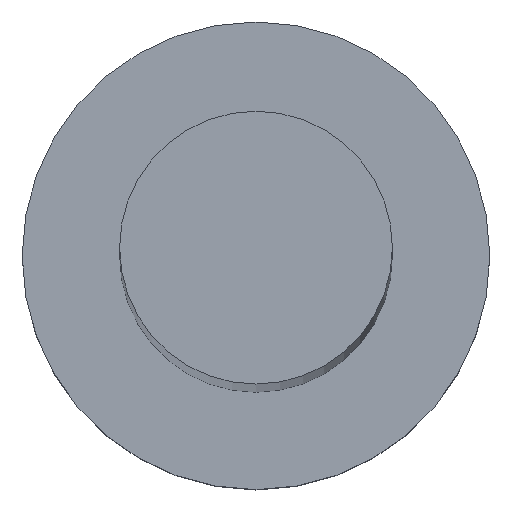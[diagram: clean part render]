
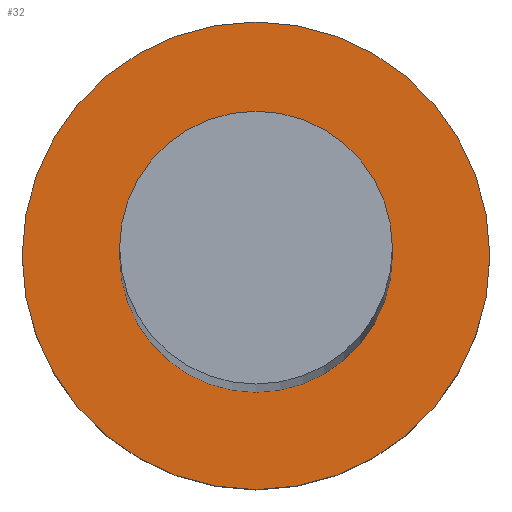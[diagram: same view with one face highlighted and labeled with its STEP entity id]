
A CAD part, top view. The second image highlights one B-rep face of the part: STEP entity #32.
In plain terms, the highlighted planar face has unit normal (0, 0, 1).
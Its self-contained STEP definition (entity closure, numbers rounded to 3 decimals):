
#1 = AXIS2_PLACEMENT_3D ( 'NONE', #42, #122, #197 ) ;
#3 = AXIS2_PLACEMENT_3D ( 'NONE', #10, #89, #183 ) ;
#7 = CARTESIAN_POINT ( 'NONE',  ( 0., 0., 5. ) ) ;
#10 = CARTESIAN_POINT ( 'NONE',  ( 0., 0., 5. ) ) ;
#25 = DIRECTION ( 'NONE',  ( 0., 0., 1. ) ) ;
#28 = EDGE_CURVE ( 'NONE', #148, #90, #116, .T. ) ;
#29 = CARTESIAN_POINT ( 'NONE',  ( 0., 0., 5. ) ) ;
#32 = ADVANCED_FACE ( 'NONE', ( #217, #38 ), #155, .T. ) ;
#33 = ORIENTED_EDGE ( 'NONE', *, *, #200, .F. ) ;
#38 = FACE_OUTER_BOUND ( 'NONE', #92, .T. ) ;
#42 = CARTESIAN_POINT ( 'NONE',  ( 0., 0., 5. ) ) ;
#46 = CIRCLE ( 'NONE', #50, 3.5 ) ;
#50 = AXIS2_PLACEMENT_3D ( 'NONE', #29, #25, #82 ) ;
#51 = DIRECTION ( 'NONE',  ( 0., 0., 1. ) ) ;
#53 = CARTESIAN_POINT ( 'NONE',  ( 3.5, 0., 5. ) ) ;
#82 = DIRECTION ( 'NONE',  ( 1., 0., 0. ) ) ;
#89 = DIRECTION ( 'NONE',  ( 0., 0., 1. ) ) ;
#90 = VERTEX_POINT ( 'NONE', #142 ) ;
#92 = EDGE_LOOP ( 'NONE', ( #188, #172 ) ) ;
#114 = CARTESIAN_POINT ( 'NONE',  ( 6., 0., 5. ) ) ;
#116 = CIRCLE ( 'NONE', #191, 3.5 ) ;
#119 = CIRCLE ( 'NONE', #3, 6. ) ;
#122 = DIRECTION ( 'NONE',  ( 0., 0., 1. ) ) ;
#134 = VERTEX_POINT ( 'NONE', #222 ) ;
#138 = DIRECTION ( 'NONE',  ( 0., 0., 1. ) ) ;
#142 = CARTESIAN_POINT ( 'NONE',  ( -3.5, 0., 5. ) ) ;
#148 = VERTEX_POINT ( 'NONE', #53 ) ;
#149 = CIRCLE ( 'NONE', #154, 6. ) ;
#154 = AXIS2_PLACEMENT_3D ( 'NONE', #7, #51, #201 ) ;
#155 = PLANE ( 'NONE',  #1 ) ;
#162 = VERTEX_POINT ( 'NONE', #114 ) ;
#172 = ORIENTED_EDGE ( 'NONE', *, *, #249, .T. ) ;
#175 = EDGE_LOOP ( 'NONE', ( #33, #248 ) ) ;
#183 = DIRECTION ( 'NONE',  ( 1., 0., 0. ) ) ;
#188 = ORIENTED_EDGE ( 'NONE', *, *, #236, .T. ) ;
#191 = AXIS2_PLACEMENT_3D ( 'NONE', #196, #138, #211 ) ;
#196 = CARTESIAN_POINT ( 'NONE',  ( 0., 0., 5. ) ) ;
#197 = DIRECTION ( 'NONE',  ( 1., 0., 0. ) ) ;
#200 = EDGE_CURVE ( 'NONE', #90, #148, #46, .T. ) ;
#201 = DIRECTION ( 'NONE',  ( 1., 0., 0. ) ) ;
#211 = DIRECTION ( 'NONE',  ( 1., 0., 0. ) ) ;
#217 = FACE_BOUND ( 'NONE', #175, .T. ) ;
#222 = CARTESIAN_POINT ( 'NONE',  ( -6., 0., 5. ) ) ;
#236 = EDGE_CURVE ( 'NONE', #134, #162, #149, .T. ) ;
#248 = ORIENTED_EDGE ( 'NONE', *, *, #28, .F. ) ;
#249 = EDGE_CURVE ( 'NONE', #162, #134, #119, .T. ) ;
